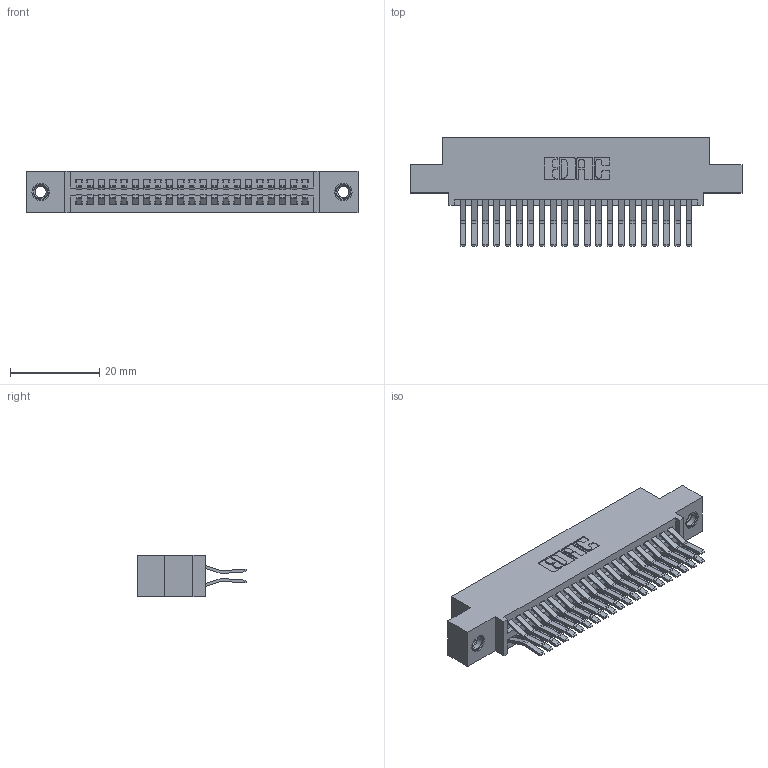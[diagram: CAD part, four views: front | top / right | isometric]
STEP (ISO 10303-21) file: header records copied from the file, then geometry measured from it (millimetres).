
FILE_DESCRIPTION (( 'STEP AP203' ), '1' );
FILE_NAME ('395-042-560-507.STEP', '2019-10-18T13:42:11', ( '' ), ( '' ), 'SwSTEP 2.0', 'SolidWorks 2016', '' );
FILE_SCHEMA (( 'CONFIG_CONTROL_DESIGN' ));
Length unit declared in the file: inch
Products named in the file (4): 345-292-001_560 Tail; 345-250-001_345-250-005-103; 395-042-560-507; 345 Part_0.110 Offset - 0.156 Dia-TI
Assembly tree (45 placements, depth 2):
  395-042-560-507
    345 Part_0.110 Offset - 0.156 Dia-TI
    345-292-001_560 Tail  x42
    345-250-001_345-250-005-103  x2
Bounding box: 74.55 x 24.45 x 9.4 mm (x, y, z)
Volume: 7235.2 mm3; surface area: 11116.9 mm2
Topology: 45 solids, 45 shells, 2374 faces, 6999 edges, 4602 vertices
Faces by surface type: plane 1502, cylinder 856, cone 12, torus 4
Entity records: 20710 total; most frequent: CARTESIAN_POINT 3475, ORIENTED_EDGE 3402, DIRECTION 3119, EDGE_CURVE 1701, LINE 1461, VECTOR 1461, VERTEX_POINT 1128, AXIS2_PLACEMENT_3D 829
